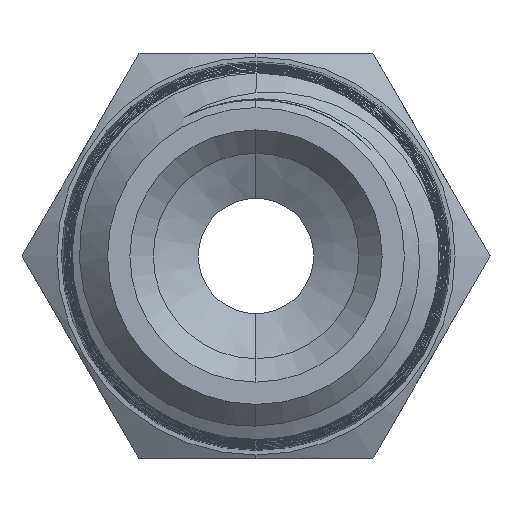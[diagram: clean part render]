
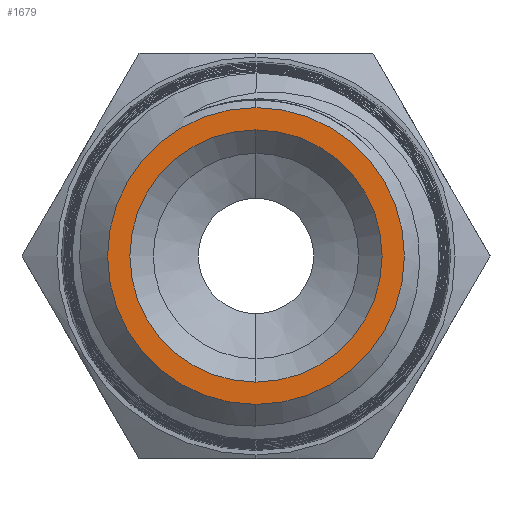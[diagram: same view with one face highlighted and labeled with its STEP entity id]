
A CAD part, left-side view. The second image highlights one B-rep face of the part: STEP entity #1679.
In plain terms, the highlighted planar face has unit normal (-1, 0, 0).
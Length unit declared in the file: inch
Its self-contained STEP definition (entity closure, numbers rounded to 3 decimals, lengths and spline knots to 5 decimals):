
#64 = VERTEX_POINT ( 'NONE', #2041 ) ;
#274 = CARTESIAN_POINT ( 'NONE',  ( 0., 0., 0. ) ) ;
#408 = DIRECTION ( 'NONE',  ( -1., 0., 0. ) ) ;
#481 = PLANE ( 'NONE',  #3662 ) ;
#516 = DIRECTION ( 'NONE',  ( 0., 0., 1. ) ) ;
#601 = EDGE_LOOP ( 'NONE', ( #7201, #1756 ) ) ;
#1154 = DIRECTION ( 'NONE',  ( 0., 0., 1. ) ) ;
#1190 = AXIS2_PLACEMENT_3D ( 'NONE', #1359, #5433, #1916 ) ;
#1302 = EDGE_LOOP ( 'NONE', ( #4051, #2726 ) ) ;
#1359 = CARTESIAN_POINT ( 'NONE',  ( 0., 0., 0. ) ) ;
#1529 = CARTESIAN_POINT ( 'NONE',  ( 0., 0., 0. ) ) ;
#1556 = CIRCLE ( 'NONE', #2748, 0.175 ) ;
#1679 = ADVANCED_FACE ( 'NONE', ( #7305, #5607 ), #481, .T. ) ;
#1756 = ORIENTED_EDGE ( 'NONE', *, *, #3036, .T. ) ;
#1900 = EDGE_CURVE ( 'NONE', #2234, #2715, #5347, .T. ) ;
#1916 = DIRECTION ( 'NONE',  ( 0., 0., 1. ) ) ;
#1954 = CARTESIAN_POINT ( 'NONE',  ( 0., 0., 0.175 ) ) ;
#2041 = CARTESIAN_POINT ( 'NONE',  ( 0., 0., -0.175 ) ) ;
#2135 = AXIS2_PLACEMENT_3D ( 'NONE', #1529, #408, #1154 ) ;
#2231 = AXIS2_PLACEMENT_3D ( 'NONE', #6821, #2866, #7374 ) ;
#2234 = VERTEX_POINT ( 'NONE', #3046 ) ;
#2715 = VERTEX_POINT ( 'NONE', #6452 ) ;
#2726 = ORIENTED_EDGE ( 'NONE', *, *, #6808, .F. ) ;
#2748 = AXIS2_PLACEMENT_3D ( 'NONE', #274, #4846, #5440 ) ;
#2866 = DIRECTION ( 'NONE',  ( -1., 0., 0. ) ) ;
#3036 = EDGE_CURVE ( 'NONE', #2715, #2234, #3807, .T. ) ;
#3046 = CARTESIAN_POINT ( 'NONE',  ( 0., 0., -0.206 ) ) ;
#3424 = VERTEX_POINT ( 'NONE', #1954 ) ;
#3662 = AXIS2_PLACEMENT_3D ( 'NONE', #6781, #6859, #516 ) ;
#3807 = CIRCLE ( 'NONE', #2135, 0.206 ) ;
#4051 = ORIENTED_EDGE ( 'NONE', *, *, #6168, .F. ) ;
#4554 = CIRCLE ( 'NONE', #1190, 0.175 ) ;
#4846 = DIRECTION ( 'NONE',  ( -1., 0., 0. ) ) ;
#5347 = CIRCLE ( 'NONE', #2231, 0.206 ) ;
#5433 = DIRECTION ( 'NONE',  ( -1., 0., 0. ) ) ;
#5440 = DIRECTION ( 'NONE',  ( 0., 0., 1. ) ) ;
#5607 = FACE_BOUND ( 'NONE', #1302, .T. ) ;
#6168 = EDGE_CURVE ( 'NONE', #3424, #64, #1556, .T. ) ;
#6452 = CARTESIAN_POINT ( 'NONE',  ( 0., 0., 0.206 ) ) ;
#6781 = CARTESIAN_POINT ( 'NONE',  ( 0., -0.175, 0. ) ) ;
#6808 = EDGE_CURVE ( 'NONE', #64, #3424, #4554, .T. ) ;
#6821 = CARTESIAN_POINT ( 'NONE',  ( 0., 0., 0. ) ) ;
#6859 = DIRECTION ( 'NONE',  ( -1., 0., 0. ) ) ;
#7201 = ORIENTED_EDGE ( 'NONE', *, *, #1900, .T. ) ;
#7305 = FACE_OUTER_BOUND ( 'NONE', #601, .T. ) ;
#7374 = DIRECTION ( 'NONE',  ( 0., 0., 1. ) ) ;
